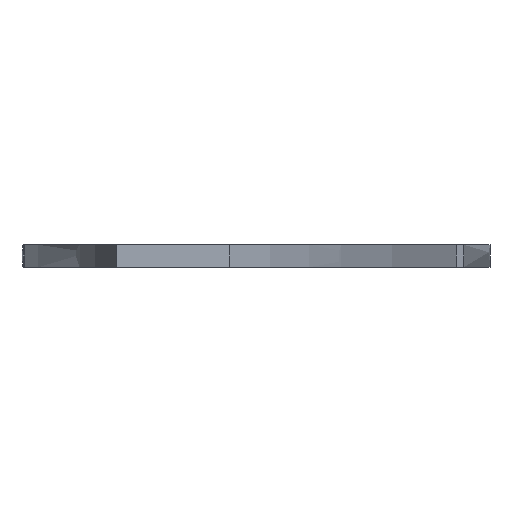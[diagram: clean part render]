
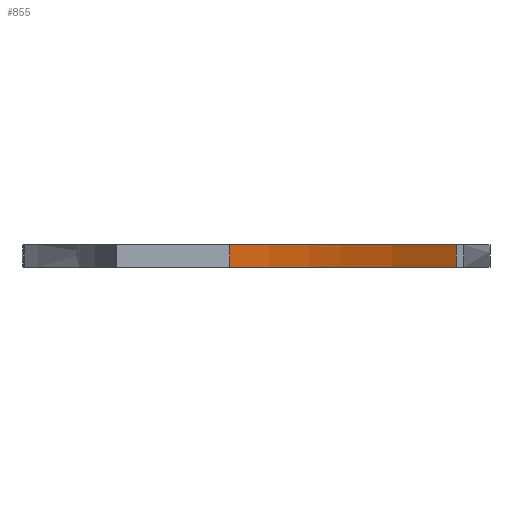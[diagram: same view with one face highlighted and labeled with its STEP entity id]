
A CAD part, left-side view. The second image highlights one B-rep face of the part: STEP entity #855.
In plain terms, the highlighted face is a extrusion surface.
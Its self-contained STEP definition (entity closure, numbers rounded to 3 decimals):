
#40=CARTESIAN_POINT('Vertex',(7.472,-18.676,3.)) ;
#56=CARTESIAN_POINT('Vertex',(7.472,-18.676,0.)) ;
#59=CARTESIAN_POINT('Line Origine',(7.472,-18.676,1.5)) ;
#774=CARTESIAN_POINT('Vertex',(99.069,-48.783,3.)) ;
#777=CARTESIAN_POINT('Line Origine',(99.069,-48.783,1.5)) ;
#781=CARTESIAN_POINT('Vertex',(99.069,-48.783,0.)) ;
#797=CARTESIAN_POINT('Control Point',(7.472,-18.676,0.)) ;
#798=CARTESIAN_POINT('Control Point',(8.514,-19.616,0.)) ;
#799=CARTESIAN_POINT('Control Point',(9.6,-20.502,0.)) ;
#800=CARTESIAN_POINT('Control Point',(10.718,-21.345,0.)) ;
#801=CARTESIAN_POINT('Control Point',(15.678,-24.839,0.)) ;
#802=CARTESIAN_POINT('Control Point',(21.038,-27.729,0.)) ;
#803=CARTESIAN_POINT('Control Point',(25.149,-29.704,0.)) ;
#804=CARTESIAN_POINT('Control Point',(37.514,-35.001,0.)) ;
#805=CARTESIAN_POINT('Control Point',(50.363,-39.048,0.)) ;
#806=CARTESIAN_POINT('Control Point',(58.765,-41.316,0.)) ;
#807=CARTESIAN_POINT('Control Point',(71.904,-44.339,0.)) ;
#808=CARTESIAN_POINT('Control Point',(85.171,-46.717,0.)) ;
#809=CARTESIAN_POINT('Control Point',(89.796,-47.472,0.)) ;
#810=CARTESIAN_POINT('Control Point',(94.429,-48.159,0.)) ;
#811=CARTESIAN_POINT('Control Point',(99.069,-48.783,0.)) ;
#816=CARTESIAN_POINT('Control Point',(7.472,-18.676,3.)) ;
#817=CARTESIAN_POINT('Control Point',(8.514,-19.616,3.)) ;
#818=CARTESIAN_POINT('Control Point',(9.6,-20.502,3.)) ;
#819=CARTESIAN_POINT('Control Point',(10.718,-21.345,3.)) ;
#820=CARTESIAN_POINT('Control Point',(15.678,-24.839,3.)) ;
#821=CARTESIAN_POINT('Control Point',(21.038,-27.729,3.)) ;
#822=CARTESIAN_POINT('Control Point',(25.149,-29.704,3.)) ;
#823=CARTESIAN_POINT('Control Point',(37.514,-35.001,3.)) ;
#824=CARTESIAN_POINT('Control Point',(50.363,-39.048,3.)) ;
#825=CARTESIAN_POINT('Control Point',(58.765,-41.316,3.)) ;
#826=CARTESIAN_POINT('Control Point',(71.904,-44.339,3.)) ;
#827=CARTESIAN_POINT('Control Point',(85.171,-46.717,3.)) ;
#828=CARTESIAN_POINT('Control Point',(89.796,-47.472,3.)) ;
#829=CARTESIAN_POINT('Control Point',(94.429,-48.159,3.)) ;
#830=CARTESIAN_POINT('Control Point',(99.069,-48.783,3.)) ;
#833=CARTESIAN_POINT('Control Point',(7.472,-18.676,0.)) ;
#834=CARTESIAN_POINT('Control Point',(8.514,-19.616,0.)) ;
#835=CARTESIAN_POINT('Control Point',(9.6,-20.502,0.)) ;
#836=CARTESIAN_POINT('Control Point',(10.718,-21.345,0.)) ;
#837=CARTESIAN_POINT('Control Point',(15.678,-24.839,0.)) ;
#838=CARTESIAN_POINT('Control Point',(21.038,-27.729,0.)) ;
#839=CARTESIAN_POINT('Control Point',(25.149,-29.704,0.)) ;
#840=CARTESIAN_POINT('Control Point',(37.514,-35.001,0.)) ;
#841=CARTESIAN_POINT('Control Point',(50.363,-39.048,0.)) ;
#842=CARTESIAN_POINT('Control Point',(58.765,-41.316,0.)) ;
#843=CARTESIAN_POINT('Control Point',(71.904,-44.339,0.)) ;
#844=CARTESIAN_POINT('Control Point',(85.171,-46.717,0.)) ;
#845=CARTESIAN_POINT('Control Point',(89.796,-47.472,0.)) ;
#846=CARTESIAN_POINT('Control Point',(94.429,-48.159,0.)) ;
#847=CARTESIAN_POINT('Control Point',(99.069,-48.783,0.)) ;
#61=VECTOR('Line Direction',#60,1.) ;
#779=VECTOR('Line Direction',#778,1.) ;
#813=VECTOR('Extrusion Surface Vector',#812,1.) ;
#60=DIRECTION('Vector Direction',(0.,0.,1.)) ;
#778=DIRECTION('Vector Direction',(0.,0.,1.)) ;
#812=DIRECTION('Vector Direction',(0.,0.,1.)) ;
#62=LINE('Line',#59,#61) ;
#780=LINE('Line',#777,#779) ;
#63=EDGE_CURVE('',#57,#41,#62,.T.) ;
#783=EDGE_CURVE('',#782,#775,#780,.T.) ;
#831=EDGE_CURVE('',#775,#41,#815,.F.) ;
#848=EDGE_CURVE('',#782,#57,#832,.F.) ;
#850=ORIENTED_EDGE('',*,*,#831,.T.) ;
#851=ORIENTED_EDGE('',*,*,#63,.F.) ;
#852=ORIENTED_EDGE('',*,*,#848,.F.) ;
#853=ORIENTED_EDGE('',*,*,#783,.T.) ;
#849=EDGE_LOOP('',(#850,#851,#852,#853)) ;
#41=VERTEX_POINT('',#40) ;
#57=VERTEX_POINT('',#56) ;
#775=VERTEX_POINT('',#774) ;
#782=VERTEX_POINT('',#781) ;
#855=ADVANCED_FACE('PartBody',(#854),#814,.T.) ;
#796=B_SPLINE_CURVE_WITH_KNOTS('',5,(#797,#798,#799,#800,#801,#802,#803,#804,#805,#806,#807,#808,#809,#810,#811),.UNSPECIFIED.,.F.,.U.,(6,3,3,3,6),(0.,7.038,30.279,74.157,97.56),.UNSPECIFIED.) ;
#815=B_SPLINE_CURVE_WITH_KNOTS('',5,(#816,#817,#818,#819,#820,#821,#822,#823,#824,#825,#826,#827,#828,#829,#830),.UNSPECIFIED.,.F.,.U.,(6,3,3,3,6),(500000.,500007.048,500030.324,500074.265,500097.703),.UNSPECIFIED.) ;
#832=B_SPLINE_CURVE_WITH_KNOTS('',5,(#833,#834,#835,#836,#837,#838,#839,#840,#841,#842,#843,#844,#845,#846,#847),.UNSPECIFIED.,.F.,.U.,(6,3,3,3,6),(500000.,500007.048,500030.324,500074.265,500097.703),.UNSPECIFIED.) ;
#854=FACE_OUTER_BOUND('',#849,.T.) ;
#814=SURFACE_OF_LINEAR_EXTRUSION('generated tabulated cylinder',#796,#813) ;
